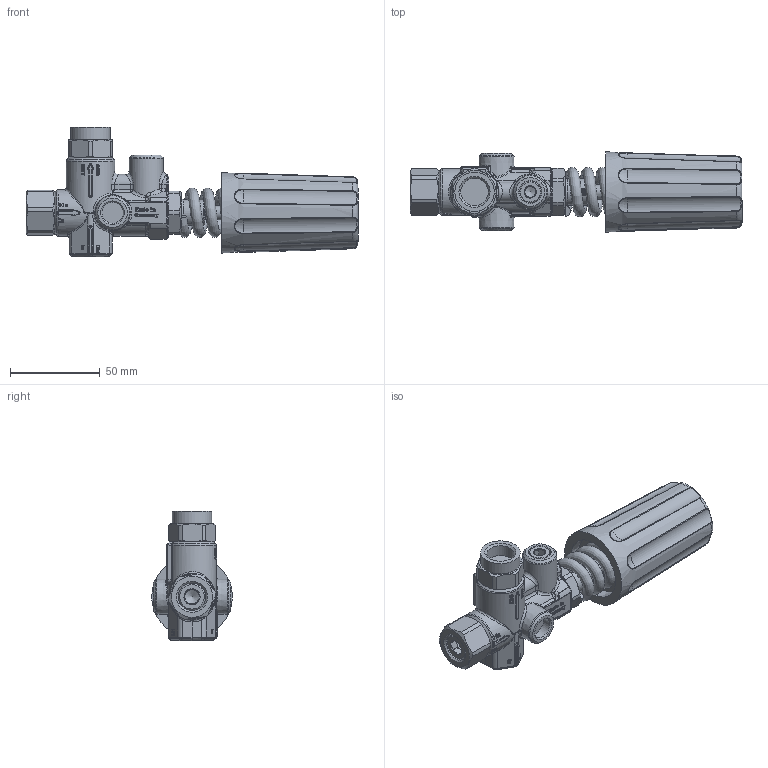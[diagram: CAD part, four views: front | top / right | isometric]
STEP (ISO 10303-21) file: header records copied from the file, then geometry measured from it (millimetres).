
FILE_DESCRIPTION(/* description */ ('Unknown'),/* implementation_level */ '2;1');
FILE_NAME(/* name */ '200250500_21_12_2022',/* time_stamp */ '2022-12-21T09:47:57+01:00',/* author */ ('Unknown'),/* organization */ ('Unknown'),/* preprocessor_version */ 'ST-DEVELOPER v18.102',/* originating_system */ 'Solid Edge',/* authorisation */ 'Unknown');
FILE_SCHEMA (('AUTOMOTIVE_DESIGN {1 0 10303 214 3 1 1}'));
Products named in the file (1): Part1
Bounding box: 185.19 x 44.96 x 72.19 mm (x, y, z)
Volume: 173766 mm3; surface area: 39557.3 mm2
Topology: 1 solids, 13 shells, 1575 faces, 3841 edges, 2387 vertices
Faces by surface type: plane 769, bspline 464, cylinder 171, cone 100, torus 36, sphere 35
Full cylindrical faces by diameter (mm): 5.999 x2, 7.598 x1, 7.998 x2, 9.198 x1, 11.818 x1, 14.797 x1, 14.947 x1, 15.327 x2, 18.996 x1, 21.996 x1, 25.995 x1
Entity records: 61246 total; most frequent: CARTESIAN_POINT 28975, ORIENTED_EDGE 7400, DIRECTION 5270, EDGE_CURVE 3700, VERTEX_POINT 2352, AXIS2_PLACEMENT_3D 1922, FACE_BOUND 1778, EDGE_LOOP 1774
